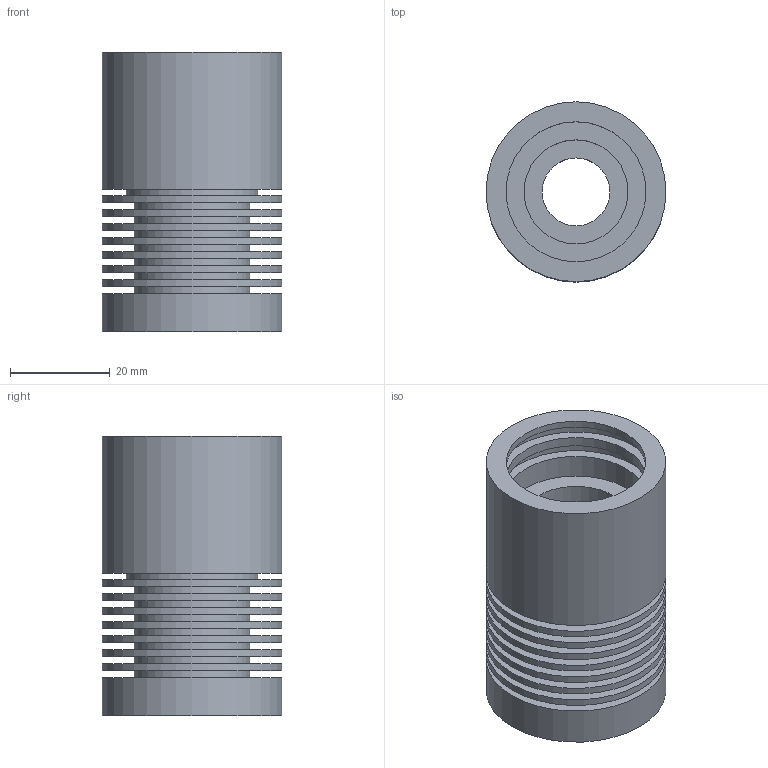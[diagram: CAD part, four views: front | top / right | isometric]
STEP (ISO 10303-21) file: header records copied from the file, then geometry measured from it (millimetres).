
FILE_DESCRIPTION(/* description */ (''),/* implementation_level */ '2;1');
FILE_NAME(/* name */ '',/* time_stamp */ '2023-02-25T01:19:25+08:00',/* author */ (''),/* organization */ (''),/* preprocessor_version */ 'ST-DEVELOPER v19.2',/* originating_system */ 'Autodesk Translation Framework v11.17.0.187',/* authorisation */ '');
FILE_SCHEMA (('AUTOMOTIVE_DESIGN { 1 0 10303 214 3 1 1 }'));
Length unit declared in the file: millimetre
Products named in the file (1): 冷却管
Bounding box: 36 x 36 x 56 mm (x, y, z)
Volume: 26957.1 mm3; surface area: 21823.8 mm2
Topology: 1 solids, 1 shells, 56 faces, 84 edges, 56 vertices
Faces by surface type: plane 28, cylinder 28
Full cylindrical faces by diameter (mm): 3 x3, 13.6 x1, 20.8 x2, 23.2 x7, 26.4 x1, 28 x3, 32 x2, 36 x9
Entity records: 1301 total; most frequent: DIRECTION 254, CARTESIAN_POINT 197, ORIENTED_EDGE 168, AXIS2_PLACEMENT_3D 113, EDGE_LOOP 84, EDGE_CURVE 84, FACE_OUTER_BOUND 56, CIRCLE 56
